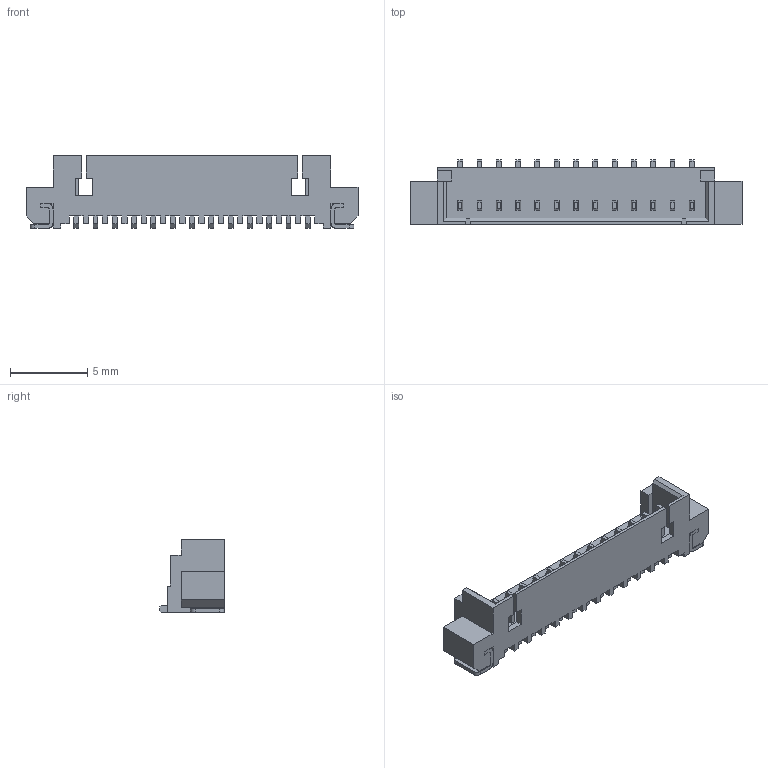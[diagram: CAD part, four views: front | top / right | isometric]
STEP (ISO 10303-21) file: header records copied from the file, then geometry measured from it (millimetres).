
FILE_DESCRIPTION(/* description */ ('model of Molex_PicoBlade_53398-1371_13x1.25mm_Straight.'),/* implementation_level */ FILE_NAME(/* name */ 'Molex_PicoBlade_53398-1371_13x1.25mm_Straight..stp',/* time_stamp */ '2017-02-27T14:47:29',/* author */ ('Rene Poeschl',''),/* organization */ (''),/* preprocessor_version */ '',/* originating_system */ '',/* authorisation */ '');
FILE_NAME(/* name */ 'Molex_PicoBlade_53398-1371_13x1.25mm_Straight..stp',/* time_stamp */ '2017-02-27T14:47:29',/* author */ ('Rene Poeschl',''),/* organization */ (''),/* preprocessor_version */ '',/* originating_system */ '',/* authorisation */ '');
FILE_SCHEMA(('AUTOMOTIVE_DESIGN_CC2 { 1 2 10303 214 -1 1 5 4 }'));
Length unit declared in the file: millimetre
Products named in the file (1): Molex_53398_1371
Bounding box: 21.5 x 4.2 x 4.7 mm (x, y, z)
Volume: 140.8 mm3; surface area: 545.2 mm2
Topology: 1 solids, 1 shells, 403 faces, 1115 edges, 740 vertices
Faces by surface type: plane 391, cylinder 12
Entity records: 29795 total; most frequent: CARTESIAN_POINT 4755, DIRECTION 3990, LINE 3111, VECTOR 3111, ORIENTED_EDGE 2230, PCURVE 2230, DEFINITIONAL_REPRESENTATION 2230, EDGE_CURVE 1115
